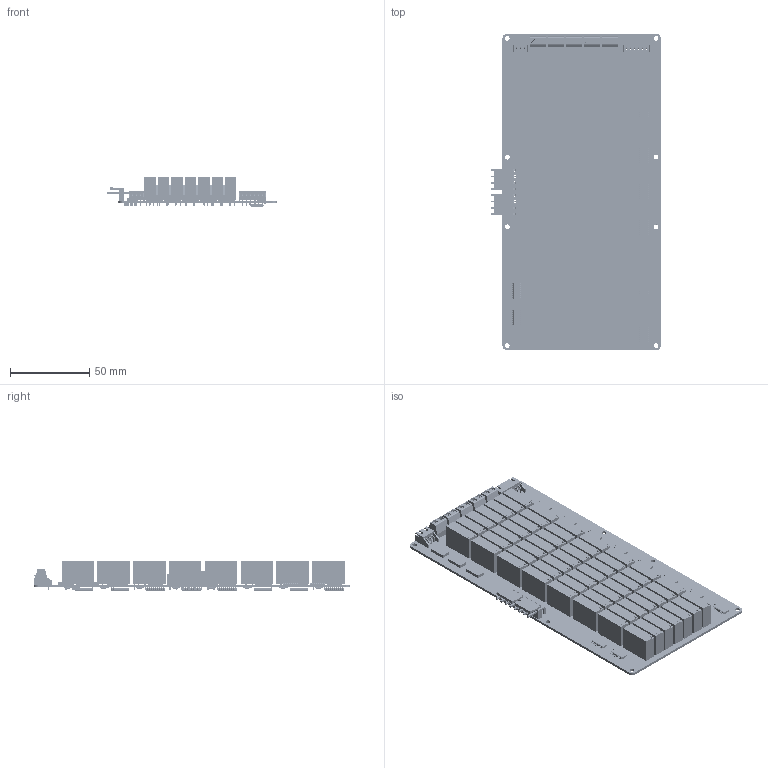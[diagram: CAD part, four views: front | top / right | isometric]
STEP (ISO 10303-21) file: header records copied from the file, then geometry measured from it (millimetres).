
FILE_DESCRIPTION(('Open CASCADE Model'),'2;1');
FILE_NAME('Open CASCADE Shape Model','2020-08-01T21:17:18',('Author'),( 'Open CASCADE'),'Open CASCADE STEP processor 6.8','Open CASCADE 6.8' ,'Unknown');
FILE_SCHEMA(('AUTOMOTIVE_DESIGN { 1 0 10303 214 1 1 1 1 }'));
Length unit declared in the file: millimetre
Products named in the file (153): PCB; Board; Open CASCADE STEP translator 6.8 2.1.1; K7_P2; G5NB_1A; C5; 6091729280; Extruded; C4; 6091729600; C6; J5; 1729018; mkdsn_1.5-2; J4; J3; J2; J1; J9; B4PS-VH; J8; U1_P1; SOIC-18-300; User_Library-SOIC-18-300_pin_SOIC_SO-300_1; User_Library-SOIC-18-300_SOIC_300_SOIC_11.75X7.6_1; U4; 6092362176; U3; U2; U1_P8; U1_P7; U1_P6; U1_P5; U1_P4; U1_P3; U1_P2; R3_P8; User_Library-RES_1609-0603; R3_P7; R3_P6 ...
Assembly tree (287 placements, depth 4):
  PCB
    Board
      Open CASCADE STEP translator 6.8 2.1.1
    K7_P2
      G5NB_1A
    C5
      6091729280
        Extruded
    C4
      6091729600
        Extruded
    C6
      6091729600
        Extruded
    J5
      1729018
        mkdsn_1.5-2
    J4
      1729018
        mkdsn_1.5-2
    J3
      1729018
        mkdsn_1.5-2
    J2
      1729018
        mkdsn_1.5-2
    J1
      1729018
        mkdsn_1.5-2
    J9
      B4PS-VH
    J8
      B4PS-VH
    U1_P1
      SOIC-18-300
        User_Library-SOIC-18-300_pin_SOIC_SO-300_1  x18
        User_Library-SOIC-18-300_SOIC_300_SOIC_11.75X7.6_1
    U4
      6092362176
        Extruded
    U3
      6092362176
        Extruded
    U2
      6092362176
        Extruded
    U1_P8
      SOIC-18-300
        User_Library-SOIC-18-300_pin_SOIC_SO-300_1  x18
        User_Library-SOIC-18-300_SOIC_300_SOIC_11.75X7.6_1
    U1_P7
      SOIC-18-300
        User_Library-SOIC-18-300_pin_SOIC_SO-300_1  x18
        User_Library-SOIC-18-300_SOIC_300_SOIC_11.75X7.6_1
    U1_P6
      SOIC-18-300
        User_Library-SOIC-18-300_pin_SOIC_SO-300_1  x18
        User_Library-SOIC-18-300_SOIC_300_SOIC_11.75X7.6_1
    U1_P5
      SOIC-18-300
Bounding box: 107.16 x 200 x 19.55 mm (x, y, z)
Volume: 164207.8 mm3; surface area: 118652.8 mm2
Topology: 348 solids, 348 shells, 11964 faces, 31084 edges, 20592 vertices
Faces by surface type: plane 8708, cylinder 2256, bspline 1000
Full cylindrical faces by diameter (mm): 1.067 x9, 1.118 x224, 1.3 x10, 1.699 x8, 3 x8
Entity records: 50645 total; most frequent: CARTESIAN_POINT 9920, DIRECTION 6920, ORIENTED_EDGE 6484, EDGE_CURVE 3242, AXIS2_PLACEMENT_3D 2328, LINE 2264, VECTOR 2264, VERTEX_POINT 2140
